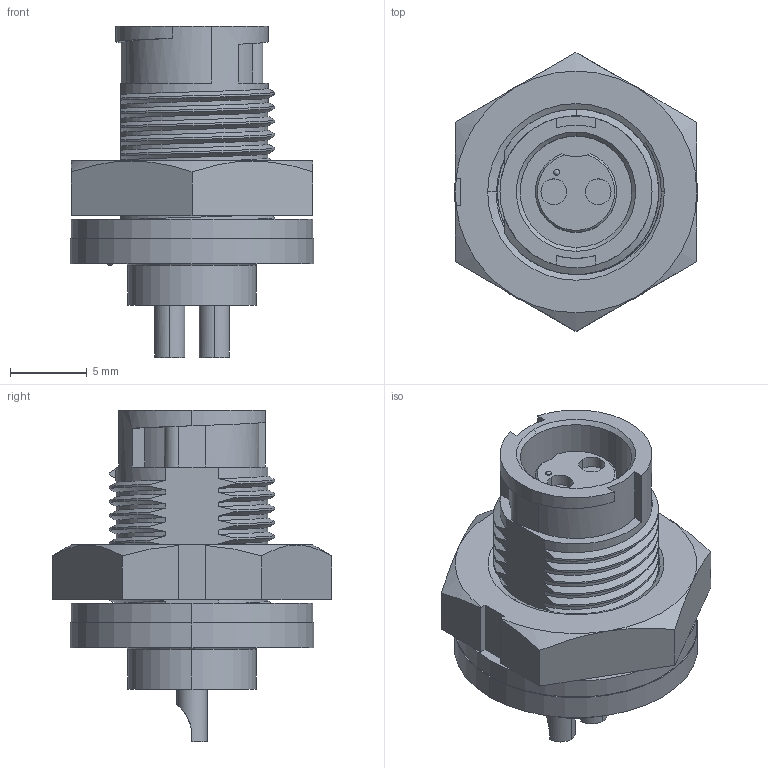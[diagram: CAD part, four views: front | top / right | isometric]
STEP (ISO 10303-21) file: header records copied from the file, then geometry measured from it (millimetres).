
FILE_DESCRIPTION (( 'STEP AP203' ), '1' );
FILE_NAME ('17282-2SG-300.STEP', '2012-11-30T19:40:58', ( 'J0FPBF1' ), ( '' ), 'SwSTEP 2.0', 'SolidWorks 2012', '' );
FILE_SCHEMA (( 'CONFIG_CONTROL_DESIGN' ));
Length unit declared in the file: inch
Products named in the file (1): 17282-2SG-300
Bounding box: 15.88 x 18.18 x 21.57 mm (x, y, z)
Volume: 1914.4 mm3; surface area: 2104.4 mm2
Topology: 2 solids, 2 shells, 154 faces, 410 edges, 270 vertices
Faces by surface type: cylinder 75, plane 36, bspline 24, cone 15, torus 2, sphere 2
Entity records: 11590 total; most frequent: CARTESIAN_POINT 8091, ORIENTED_EDGE 808, DIRECTION 612, EDGE_CURVE 404, VERTEX_POINT 266, AXIS2_PLACEMENT_3D 230, EDGE_LOOP 168, ADVANCED_FACE 154
